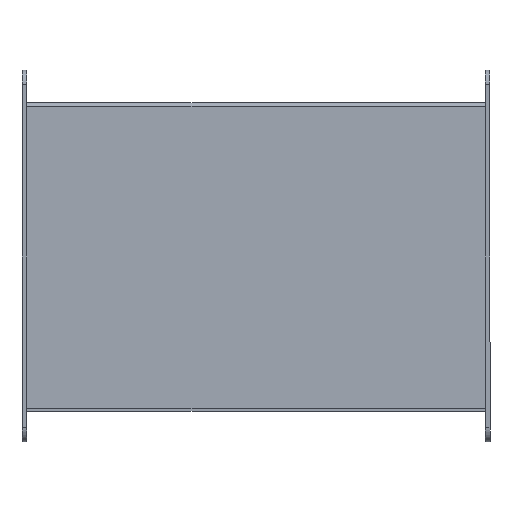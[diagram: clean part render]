
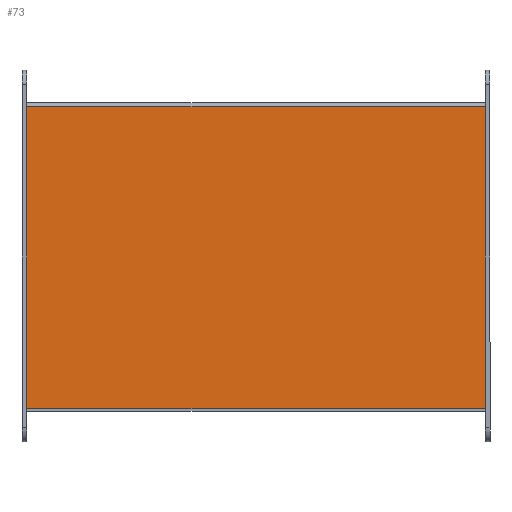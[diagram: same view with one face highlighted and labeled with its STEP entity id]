
A CAD part, left-side view. The second image highlights one B-rep face of the part: STEP entity #73.
In plain terms, the highlighted planar face has unit normal (-1, 0, 0).
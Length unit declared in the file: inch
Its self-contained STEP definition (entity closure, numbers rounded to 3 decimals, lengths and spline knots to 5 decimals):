
#1 = CARTESIAN_POINT ( 'NONE',  ( 0., 0., -0.108 ) ) ;
#28 = VERTEX_POINT ( 'NONE', #163 ) ;
#46 = CARTESIAN_POINT ( 'NONE',  ( 0., 11.873, -7.925 ) ) ;
#73 = ADVANCED_FACE ( 'NONE', ( #2027 ), #1700, .F. ) ;
#124 = DIRECTION ( 'NONE',  ( 0., 0., -1. ) ) ;
#126 = CARTESIAN_POINT ( 'NONE',  ( 0., 11.873, -0.108 ) ) ;
#163 = CARTESIAN_POINT ( 'NONE',  ( 0., 11.873, -0.108 ) ) ;
#176 = CARTESIAN_POINT ( 'NONE',  ( 0., 0., 0. ) ) ;
#181 = VECTOR ( 'NONE', #1321, 39.37008 ) ;
#196 = LINE ( 'NONE', #176, #181 ) ;
#200 = CARTESIAN_POINT ( 'NONE',  ( 0., 0., -7.925 ) ) ;
#250 = VECTOR ( 'NONE', #760, 39.37008 ) ;
#318 = EDGE_CURVE ( 'NONE', #28, #1928, #787, .T. ) ;
#355 = VECTOR ( 'NONE', #1908, 39.37008 ) ;
#382 = EDGE_CURVE ( 'NONE', #28, #656, #450, .T. ) ;
#396 = ORIENTED_EDGE ( 'NONE', *, *, #681, .F. ) ;
#450 = LINE ( 'NONE', #126, #250 ) ;
#546 = VECTOR ( 'NONE', #1312, 39.37008 ) ;
#643 = EDGE_CURVE ( 'NONE', #1928, #1188, #196, .T. ) ;
#656 = VERTEX_POINT ( 'NONE', #46 ) ;
#681 = EDGE_CURVE ( 'NONE', #1188, #656, #991, .T. ) ;
#760 = DIRECTION ( 'NONE',  ( 0., 0., -1. ) ) ;
#787 = LINE ( 'NONE', #1, #355 ) ;
#955 = ORIENTED_EDGE ( 'NONE', *, *, #318, .F. ) ;
#966 = ORIENTED_EDGE ( 'NONE', *, *, #643, .F. ) ;
#991 = LINE ( 'NONE', #1467, #546 ) ;
#1188 = VERTEX_POINT ( 'NONE', #200 ) ;
#1214 = CARTESIAN_POINT ( 'NONE',  ( 0., 0., 0. ) ) ;
#1267 = ORIENTED_EDGE ( 'NONE', *, *, #382, .T. ) ;
#1312 = DIRECTION ( 'NONE',  ( 0., 1., 0. ) ) ;
#1321 = DIRECTION ( 'NONE',  ( 0., 0., -1. ) ) ;
#1399 = EDGE_LOOP ( 'NONE', ( #396, #966, #955, #1267 ) ) ;
#1467 = CARTESIAN_POINT ( 'NONE',  ( 0., 0., -7.925 ) ) ;
#1513 = CARTESIAN_POINT ( 'NONE',  ( 0., 0., -0.108 ) ) ;
#1523 = DIRECTION ( 'NONE',  ( 1., 0., 0. ) ) ;
#1700 = PLANE ( 'NONE',  #1917 ) ;
#1908 = DIRECTION ( 'NONE',  ( 0., -1., 0. ) ) ;
#1917 = AXIS2_PLACEMENT_3D ( 'NONE', #1214, #1523, #124 ) ;
#1928 = VERTEX_POINT ( 'NONE', #1513 ) ;
#2027 = FACE_OUTER_BOUND ( 'NONE', #1399, .T. ) ;
